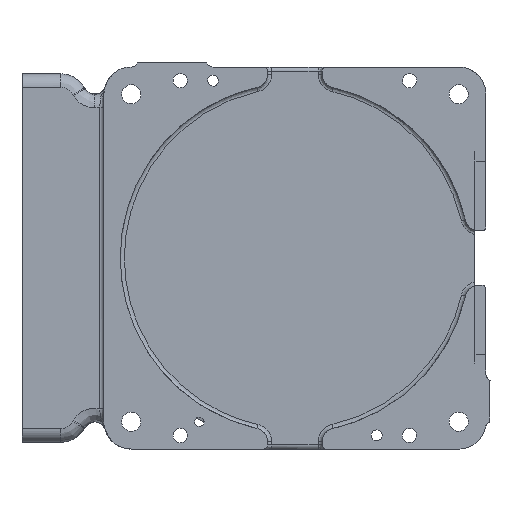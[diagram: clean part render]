
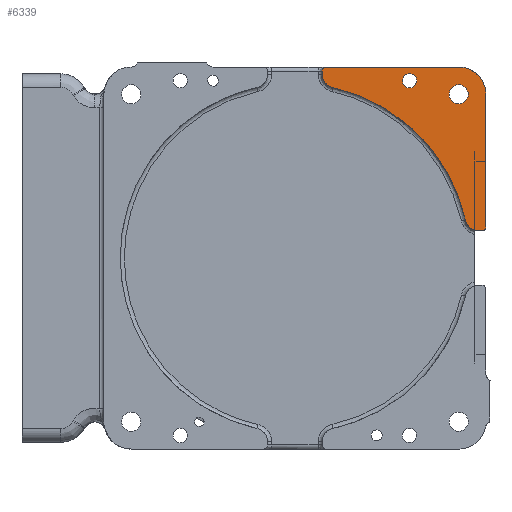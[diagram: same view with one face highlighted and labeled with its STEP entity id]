
A CAD part, front view. The second image highlights one B-rep face of the part: STEP entity #6339.
In plain terms, the highlighted free-form (B-spline) face has degree [1, 1] with [2, 2] control points.
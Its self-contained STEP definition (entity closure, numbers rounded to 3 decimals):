
#1386 = VERTEX_POINT('',#1387);
#1387 = CARTESIAN_POINT('',(85.697,0.,
    127.27));
#1392 = EDGE_CURVE('',#1393,#1386,#1395,.T.);
#1393 = VERTEX_POINT('',#1394);
#1394 = CARTESIAN_POINT('',(85.697,0.,
    137.983));
#1395 = ( BOUNDED_CURVE() B_SPLINE_CURVE(2,(#1396,#1397,#1398,#1399,
#1400),.UNSPECIFIED.,.F.,.F.) B_SPLINE_CURVE_WITH_KNOTS((3,2,3),(
    3.142,4.712,6.283),
.PIECEWISE_BEZIER_KNOTS.) CURVE() GEOMETRIC_REPRESENTATION_ITEM() 
RATIONAL_B_SPLINE_CURVE((1.,0.707,1.,0.707,1.)) 
REPRESENTATION_ITEM('') );
#1396 = CARTESIAN_POINT('',(85.697,0.,
    137.983));
#1397 = CARTESIAN_POINT('',(80.341,0.,
    137.983));
#1398 = CARTESIAN_POINT('',(80.341,0.,
    132.627));
#1399 = CARTESIAN_POINT('',(80.341,0.,
    127.27));
#1400 = CARTESIAN_POINT('',(85.697,0.,
    127.27));
#1434 = VERTEX_POINT('',#1435);
#1435 = CARTESIAN_POINT('',(122.424,0.,115.283));
#1440 = EDGE_CURVE('',#1441,#1434,#1443,.T.);
#1441 = VERTEX_POINT('',#1442);
#1442 = CARTESIAN_POINT('',(122.424,0.,129.566));
#1443 = ( BOUNDED_CURVE() B_SPLINE_CURVE(2,(#1444,#1445,#1446,#1447,
#1448),.UNSPECIFIED.,.F.,.F.) B_SPLINE_CURVE_WITH_KNOTS((3,2,3),(
    3.142,4.712,6.283),
.PIECEWISE_BEZIER_KNOTS.) CURVE() GEOMETRIC_REPRESENTATION_ITEM() 
RATIONAL_B_SPLINE_CURVE((1.,0.707,1.,0.707,1.)) 
REPRESENTATION_ITEM('') );
#1444 = CARTESIAN_POINT('',(122.424,0.,129.566));
#1445 = CARTESIAN_POINT('',(115.283,0.,129.566));
#1446 = CARTESIAN_POINT('',(115.283,0.,122.424));
#1447 = CARTESIAN_POINT('',(115.283,0.,115.283));
#1448 = CARTESIAN_POINT('',(122.424,0.,115.283));
#3892 = VERTEX_POINT('',#3893);
#3893 = CARTESIAN_POINT('',(23.465,0.,142.829));
#3898 = EDGE_CURVE('',#3892,#3899,#3901,.T.);
#3899 = VERTEX_POINT('',#3900);
#3900 = CARTESIAN_POINT('',(122.424,0.,142.829));
#3901 = B_SPLINE_CURVE_WITH_KNOTS('',1,(#3902,#3903),.UNSPECIFIED.,.F.,
  .F.,(2,2),(147.8,244.8),.PIECEWISE_BEZIER_KNOTS.);
#3902 = CARTESIAN_POINT('',(23.465,0.,142.829));
#3903 = CARTESIAN_POINT('',(122.424,0.,142.829));
#3991 = VERTEX_POINT('',#3992);
#3992 = CARTESIAN_POINT('',(20.404,0.,137.421));
#3997 = EDGE_CURVE('',#3998,#3991,#4000,.T.);
#3998 = VERTEX_POINT('',#3999);
#3999 = CARTESIAN_POINT('',(20.404,0.,139.768));
#4000 = B_SPLINE_CURVE_WITH_KNOTS('',1,(#4001,#4002),.UNSPECIFIED.,.F.,
  .F.,(2,2),(-2.42,-0.12),.PIECEWISE_BEZIER_KNOTS.);
#4001 = CARTESIAN_POINT('',(20.404,0.,139.768));
#4002 = CARTESIAN_POINT('',(20.404,0.,137.421));
#4017 = EDGE_CURVE('',#4018,#3991,#4020,.T.);
#4018 = VERTEX_POINT('',#4019);
#4019 = CARTESIAN_POINT('',(28.388,0.,127.463));
#4020 = ( BOUNDED_CURVE() B_SPLINE_CURVE(2,(#4021,#4022,#4023),
.UNSPECIFIED.,.F.,.F.) B_SPLINE_CURVE_WITH_KNOTS((3,3),(3.361,
4.712),.PIECEWISE_BEZIER_KNOTS.) CURVE() 
GEOMETRIC_REPRESENTATION_ITEM() RATIONAL_B_SPLINE_CURVE((1.,
0.78,1.)) REPRESENTATION_ITEM('') );
#4021 = CARTESIAN_POINT('',(28.388,0.,127.463));
#4022 = CARTESIAN_POINT('',(20.404,0.,129.241));
#4023 = CARTESIAN_POINT('',(20.404,0.,137.421));
#4044 = EDGE_CURVE('',#4018,#4045,#4047,.T.);
#4045 = VERTEX_POINT('',#4046);
#4046 = CARTESIAN_POINT('',(127.463,0.,28.388));
#4047 = ( BOUNDED_CURVE() B_SPLINE_CURVE(2,(#4048,#4049,#4050),
.UNSPECIFIED.,.F.,.F.) B_SPLINE_CURVE_WITH_KNOTS((3,3),(0.219,
1.352),.PIECEWISE_BEZIER_KNOTS.) CURVE() 
GEOMETRIC_REPRESENTATION_ITEM() RATIONAL_B_SPLINE_CURVE((1.,
0.844,1.)) REPRESENTATION_ITEM('') );
#4048 = CARTESIAN_POINT('',(28.388,0.,127.463));
#4049 = CARTESIAN_POINT('',(109.417,0.,109.417));
#4050 = CARTESIAN_POINT('',(127.463,0.,28.388));
#4117 = EDGE_CURVE('',#4118,#4045,#4120,.T.);
#4118 = VERTEX_POINT('',#4119);
#4119 = CARTESIAN_POINT('',(137.421,0.,20.404));
#4120 = ( BOUNDED_CURVE() B_SPLINE_CURVE(2,(#4121,#4122,#4123),
.UNSPECIFIED.,.F.,.F.) B_SPLINE_CURVE_WITH_KNOTS((3,3),(0.,
1.352),.PIECEWISE_BEZIER_KNOTS.) CURVE() 
GEOMETRIC_REPRESENTATION_ITEM() RATIONAL_B_SPLINE_CURVE((1.,
0.78,1.)) REPRESENTATION_ITEM('') );
#4121 = CARTESIAN_POINT('',(137.421,0.,20.404));
#4122 = CARTESIAN_POINT('',(129.241,0.,20.404));
#4123 = CARTESIAN_POINT('',(127.463,0.,28.388));
#5845 = EDGE_CURVE('',#3998,#3892,#5846,.T.);
#5846 = ( BOUNDED_CURVE() B_SPLINE_CURVE(2,(#5847,#5848,#5849),
.UNSPECIFIED.,.F.,.F.) B_SPLINE_CURVE_WITH_KNOTS((3,3),(4.712,
6.283),.PIECEWISE_BEZIER_KNOTS.) CURVE() 
GEOMETRIC_REPRESENTATION_ITEM() RATIONAL_B_SPLINE_CURVE((1.,
0.707,1.)) REPRESENTATION_ITEM('') );
#5847 = CARTESIAN_POINT('',(20.404,0.,139.768));
#5848 = CARTESIAN_POINT('',(20.404,0.,142.829));
#5849 = CARTESIAN_POINT('',(23.465,0.,142.829));
#6320 = EDGE_CURVE('',#3899,#6321,#6323,.T.);
#6321 = VERTEX_POINT('',#6322);
#6322 = CARTESIAN_POINT('',(142.829,0.,122.424));
#6323 = ( BOUNDED_CURVE() B_SPLINE_CURVE(2,(#6324,#6325,#6326),
.UNSPECIFIED.,.F.,.F.) B_SPLINE_CURVE_WITH_KNOTS((3,3),(0.,
1.571),.PIECEWISE_BEZIER_KNOTS.) CURVE() 
GEOMETRIC_REPRESENTATION_ITEM() RATIONAL_B_SPLINE_CURVE((1.,
0.707,1.)) REPRESENTATION_ITEM('') );
#6324 = CARTESIAN_POINT('',(122.424,0.,142.829));
#6325 = CARTESIAN_POINT('',(142.829,0.,142.829));
#6326 = CARTESIAN_POINT('',(142.829,0.,122.424));
#6339 = ADVANCED_FACE('',(#6340,#6351,#6362),#6391,.F.);
#6340 = FACE_BOUND('',#6341,.T.);
#6341 = EDGE_LOOP('',(#6342,#6350));
#6342 = ORIENTED_EDGE('',*,*,#6343,.F.);
#6343 = EDGE_CURVE('',#1386,#1393,#6344,.T.);
#6344 = ( BOUNDED_CURVE() B_SPLINE_CURVE(2,(#6345,#6346,#6347,#6348,
#6349),.UNSPECIFIED.,.F.,.F.) B_SPLINE_CURVE_WITH_KNOTS((3,2,3),(0.,
1.571,3.142),.PIECEWISE_BEZIER_KNOTS.) CURVE() 
GEOMETRIC_REPRESENTATION_ITEM() RATIONAL_B_SPLINE_CURVE((1.,
0.707,1.,0.707,1.)) REPRESENTATION_ITEM('') );
#6345 = CARTESIAN_POINT('',(85.697,0.,
    127.27));
#6346 = CARTESIAN_POINT('',(91.053,0.,
    127.27));
#6347 = CARTESIAN_POINT('',(91.053,0.,
    132.627));
#6348 = CARTESIAN_POINT('',(91.053,0.,
    137.983));
#6349 = CARTESIAN_POINT('',(85.697,0.,
    137.983));
#6350 = ORIENTED_EDGE('',*,*,#1392,.F.);
#6351 = FACE_BOUND('',#6352,.T.);
#6352 = EDGE_LOOP('',(#6353,#6361));
#6353 = ORIENTED_EDGE('',*,*,#6354,.F.);
#6354 = EDGE_CURVE('',#1434,#1441,#6355,.T.);
#6355 = ( BOUNDED_CURVE() B_SPLINE_CURVE(2,(#6356,#6357,#6358,#6359,
#6360),.UNSPECIFIED.,.F.,.F.) B_SPLINE_CURVE_WITH_KNOTS((3,2,3),(0.,
1.571,3.142),.PIECEWISE_BEZIER_KNOTS.) CURVE() 
GEOMETRIC_REPRESENTATION_ITEM() RATIONAL_B_SPLINE_CURVE((1.,
0.707,1.,0.707,1.)) REPRESENTATION_ITEM('') );
#6356 = CARTESIAN_POINT('',(122.424,0.,115.283));
#6357 = CARTESIAN_POINT('',(129.566,0.,115.283));
#6358 = CARTESIAN_POINT('',(129.566,0.,122.424));
#6359 = CARTESIAN_POINT('',(129.566,0.,129.566));
#6360 = CARTESIAN_POINT('',(122.424,0.,129.566));
#6361 = ORIENTED_EDGE('',*,*,#1440,.F.);
#6362 = FACE_BOUND('',#6363,.T.);
#6363 = EDGE_LOOP('',(#6364,#6371,#6372,#6373,#6374,#6375,#6376,#6377,
    #6378,#6385));
#6364 = ORIENTED_EDGE('',*,*,#6365,.F.);
#6365 = EDGE_CURVE('',#6321,#6366,#6368,.T.);
#6366 = VERTEX_POINT('',#6367);
#6367 = CARTESIAN_POINT('',(142.829,0.,23.465));
#6368 = B_SPLINE_CURVE_WITH_KNOTS('',1,(#6369,#6370),.UNSPECIFIED.,.F.,
  .F.,(2,2),(-265.66,-168.66),.PIECEWISE_BEZIER_KNOTS.);
#6369 = CARTESIAN_POINT('',(142.829,0.,122.424));
#6370 = CARTESIAN_POINT('',(142.829,0.,23.465));
#6371 = ORIENTED_EDGE('',*,*,#6320,.F.);
#6372 = ORIENTED_EDGE('',*,*,#3898,.F.);
#6373 = ORIENTED_EDGE('',*,*,#5845,.F.);
#6374 = ORIENTED_EDGE('',*,*,#3997,.T.);
#6375 = ORIENTED_EDGE('',*,*,#4017,.F.);
#6376 = ORIENTED_EDGE('',*,*,#4044,.T.);
#6377 = ORIENTED_EDGE('',*,*,#4117,.F.);
#6378 = ORIENTED_EDGE('',*,*,#6379,.F.);
#6379 = EDGE_CURVE('',#6380,#4118,#6382,.T.);
#6380 = VERTEX_POINT('',#6381);
#6381 = CARTESIAN_POINT('',(139.768,0.,20.404));
#6382 = B_SPLINE_CURVE_WITH_KNOTS('',1,(#6383,#6384),.UNSPECIFIED.,.F.,
  .F.,(2,2),(-282.66,-280.36),.PIECEWISE_BEZIER_KNOTS.);
#6383 = CARTESIAN_POINT('',(139.768,0.,20.404));
#6384 = CARTESIAN_POINT('',(137.421,0.,20.404));
#6385 = ORIENTED_EDGE('',*,*,#6386,.F.);
#6386 = EDGE_CURVE('',#6366,#6380,#6387,.T.);
#6387 = ( BOUNDED_CURVE() B_SPLINE_CURVE(2,(#6388,#6389,#6390),
.UNSPECIFIED.,.F.,.F.) B_SPLINE_CURVE_WITH_KNOTS((3,3),(4.712,
6.283),.PIECEWISE_BEZIER_KNOTS.) CURVE() 
GEOMETRIC_REPRESENTATION_ITEM() RATIONAL_B_SPLINE_CURVE((1.,
0.707,1.)) REPRESENTATION_ITEM('') );
#6388 = CARTESIAN_POINT('',(142.829,0.,23.465));
#6389 = CARTESIAN_POINT('',(142.829,0.,20.404));
#6390 = CARTESIAN_POINT('',(139.768,0.,20.404));
#6391 = B_SPLINE_SURFACE_WITH_KNOTS('',1,1,(
    (#6392,#6393)
    ,(#6394,#6395
    )),.UNSPECIFIED.,.F.,.F.,.F.,(2,2),(2,2),(165.66,285.66),(165.66,
    285.66),.PIECEWISE_BEZIER_KNOTS.);
#6392 = CARTESIAN_POINT('',(20.404,0.,20.404));
#6393 = CARTESIAN_POINT('',(142.829,0.,20.404));
#6394 = CARTESIAN_POINT('',(20.404,0.,142.829));
#6395 = CARTESIAN_POINT('',(142.829,0.,142.829));
